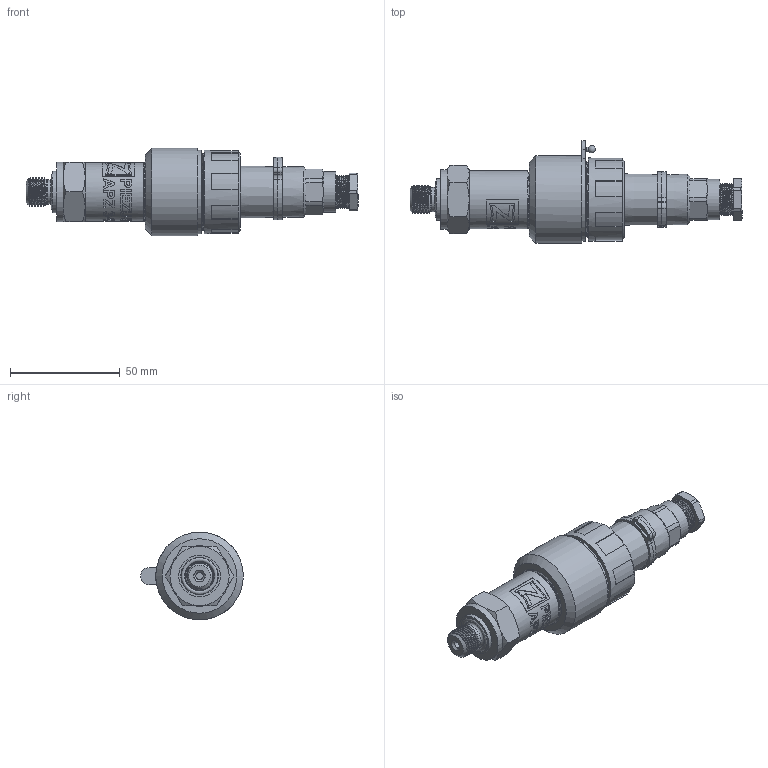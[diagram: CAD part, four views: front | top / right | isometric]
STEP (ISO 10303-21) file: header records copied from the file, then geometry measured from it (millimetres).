
FILE_DESCRIPTION(/* description */ (''),/* implementation_level */ '2;1');
FILE_NAME(/* name */ 'APZ3420_7_Buccaneer.step',/* time_stamp */ '2021-06-25T11:41:46+03:00',/* author */ (''),/* organization */ (''),/* preprocessor_version */ 'ST-DEVELOPER v18.1',/* originating_system */ 'Autodesk Translation Framework v10.9.0.1377',/* authorisation */ '');
FILE_SCHEMA (('AUTOMOTIVE_DESIGN { 1 0 10303 214 3 1 1 }'));
Length unit declared in the file: millimetre
Products named in the file (9): АПЗ 3420 в.2; G 1/4 DIN; Bucaneer assembly v5; Bucaneer female v5; px0736-s; px0736-s_2; Bucaneer male v11; px0735-p; px0735-p_1
Assembly tree (8 placements, depth 5):
  АПЗ 3420 в.2
    G 1/4 DIN
    Bucaneer assembly v5
      Bucaneer female v5
        px0736-s
          px0736-s_2
      Bucaneer male v11
        px0735-p
          px0735-p_1
Bounding box: 151.59 x 46.89 x 40 mm (x, y, z)
Volume: 76117.2 mm3; surface area: 48285.4 mm2
Topology: 14 solids, 18 shells, 1679 faces, 4629 edges, 3043 vertices
Faces by surface type: plane 1010, bspline 285, cylinder 227, cone 127, torus 19, sphere 11
Full cylindrical faces by diameter (mm): 2.03 x1, 2.413 x4, 2.439 x6, 2.459 x2, 2.464 x2, 2.87 x4, 3 x4, 3.3 x1, 3.302 x6, 3.734 x2, 4.1 x6, 4.19 x2, 4.47 x2, 8.255 x1, 9.53 x2, 11 x1, 11.445 x5, 11.938 x1, 12.09 x1, 13.716 x1, 13.741 x5, 14.021 x1, 14.884 x6, 15.062 x9, 16.61 x1, 16.7 x1, 17 x1, 18 x1, 18.42 x1, 19 x1
Entity records: 88959 total; most frequent: CARTESIAN_POINT 48082, ORIENTED_EDGE 9232, DIRECTION 7141, EDGE_CURVE 4616, VERTEX_POINT 3043, LINE 2955, VECTOR 2955, AXIS2_PLACEMENT_3D 2093
